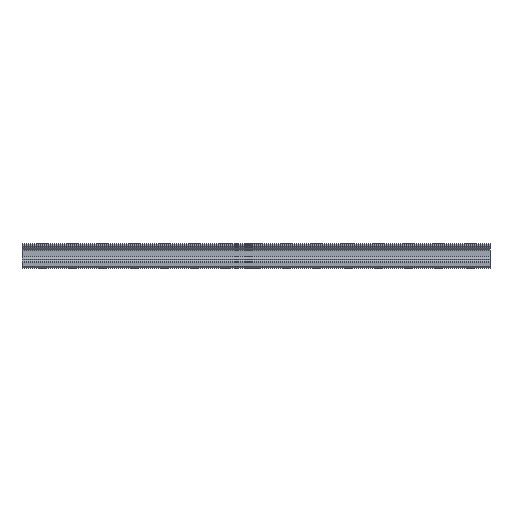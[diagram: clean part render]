
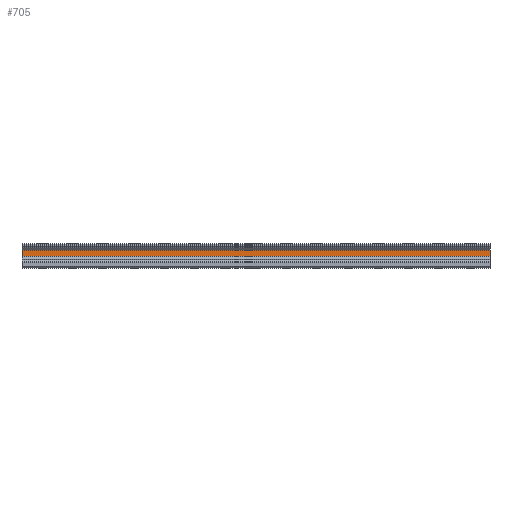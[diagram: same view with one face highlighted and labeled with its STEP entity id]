
A CAD part, left-side view. The second image highlights one B-rep face of the part: STEP entity #705.
In plain terms, the highlighted planar face has unit normal (-1, 0, 0).
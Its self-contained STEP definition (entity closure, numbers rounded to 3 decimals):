
#705=ADVANCED_FACE('',(#1475),#1476,.T.);
#1475=FACE_OUTER_BOUND('',#2288,.T.);
#1476=PLANE('',#2289);
#2288=EDGE_LOOP('',(#4299,#4300,#4301,#4302));
#2289=AXIS2_PLACEMENT_3D('',#4303,#4304,#4305);
#4299=ORIENTED_EDGE('',*,*,#5280,.T.);
#4300=ORIENTED_EDGE('',*,*,#5414,.F.);
#4301=ORIENTED_EDGE('',*,*,#5117,.T.);
#4302=ORIENTED_EDGE('',*,*,#5412,.T.);
#4303=CARTESIAN_POINT('',(-7.35,460.0,14.384));
#4304=DIRECTION('',(-1.0,0.0,0.0));
#4305=DIRECTION('',(0.0,0.0,-1.0));
#5117=EDGE_CURVE('',#6244,#6242,#6245,.T.);
#5280=EDGE_CURVE('',#6525,#6523,#6526,.T.);
#5412=EDGE_CURVE('',#6242,#6525,#6670,.T.);
#5414=EDGE_CURVE('',#6244,#6523,#6672,.T.);
#6242=VERTEX_POINT('',#7714);
#6244=VERTEX_POINT('',#7716);
#6245=LINE('',#7717,#7718);
#6523=VERTEX_POINT('',#8106);
#6525=VERTEX_POINT('',#8108);
#6526=LINE('',#8109,#8110);
#6670=LINE('',#8277,#8278);
#6672=LINE('',#8280,#8281);
#7714=CARTESIAN_POINT('',(-7.35,460.0,11.318));
#7716=CARTESIAN_POINT('',(-7.35,460.0,17.451));
#7717=CARTESIAN_POINT('',(-7.35,460.0,17.451));
#7718=VECTOR('',#9023,1.0);
#8106=CARTESIAN_POINT('',(-7.35,0.0,17.451));
#8108=CARTESIAN_POINT('',(-7.35,0.0,11.318));
#8109=CARTESIAN_POINT('',(-7.35,0.0,17.451));
#8110=VECTOR('',#9218,1.0);
#8277=CARTESIAN_POINT('',(-7.35,460.0,11.318));
#8278=VECTOR('',#9389,1.0);
#8280=CARTESIAN_POINT('',(-7.35,460.0,17.451));
#8281=VECTOR('',#9390,1.0);
#9023=DIRECTION('',(0.0,0.0,-1.0));
#9218=DIRECTION('',(0.0,0.0,1.0));
#9389=DIRECTION('',(0.0,-1.0,0.0));
#9390=DIRECTION('',(0.0,-1.0,0.0));
